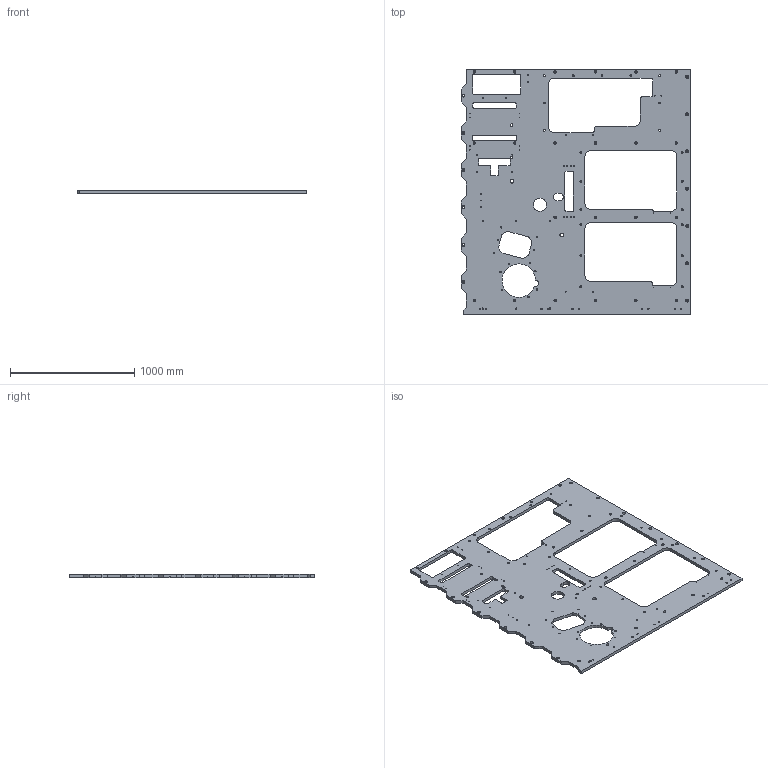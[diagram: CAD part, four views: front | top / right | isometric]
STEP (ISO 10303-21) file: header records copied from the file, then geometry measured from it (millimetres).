
FILE_DESCRIPTION (( 'STEP AP214' ), '1' );
FILE_NAME ('IGBWF J18012-5-1103面板三.STEP', '2021-06-30T00:08:39', ( 'Windows' ), ( 'Microsoft' ), 'SwSTEP 2.0', 'SolidWorks 2016', '' );
FILE_SCHEMA (( 'AUTOMOTIVE_DESIGN' ));
Length unit declared in the file: millimetre
Products named in the file (1): IGBWF J18012-5-1103面板三
Bounding box: 1849 x 1973 x 25 mm (x, y, z)
Volume: 57509982.9 mm3; surface area: 5272482.5 mm2
Topology: 1 solids, 1 shells, 498 faces, 1383 edges, 922 vertices
Faces by surface type: cylinder 378, plane 120
Entity records: 16925 total; most frequent: DIRECTION 3137, CARTESIAN_POINT 2804, ORIENTED_EDGE 2766, EDGE_CURVE 1383, AXIS2_PLACEMENT_3D 1255, VERTEX_POINT 922, EDGE_LOOP 807, CIRCLE 756
